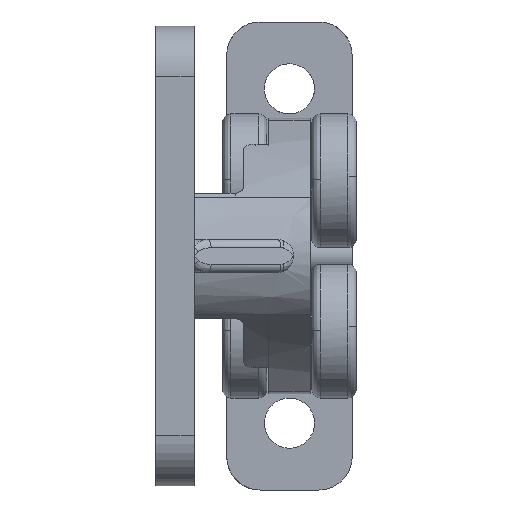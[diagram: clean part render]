
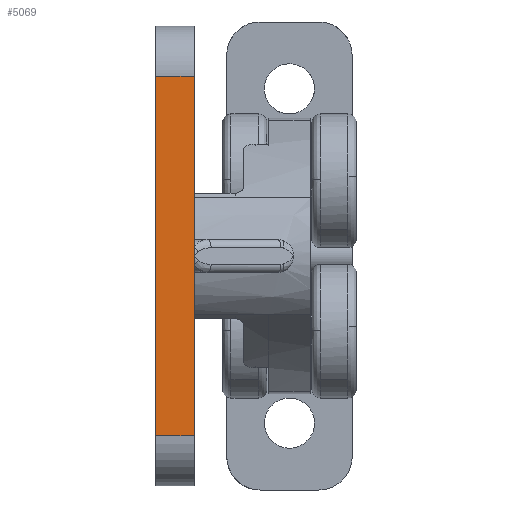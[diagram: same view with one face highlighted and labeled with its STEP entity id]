
A CAD part, left-side view. The second image highlights one B-rep face of the part: STEP entity #5069.
In plain terms, the highlighted free-form (B-spline) face has degree [1, 1] with [2, 2] control points.
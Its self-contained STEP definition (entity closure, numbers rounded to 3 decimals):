
#5001=CARTESIAN_POINT('',(0.0,0.0,-10.75));
#5002=VERTEX_POINT('',#5001);
#5018=CARTESIAN_POINT('',(0.0,-2.3,-10.75));
#5019=VERTEX_POINT('',#5018);
#5034=CARTESIAN_POINT('',(0.0,-2.3,-10.75));
#5035=CARTESIAN_POINT('',(0.0,0.0,-10.75));
#5036=QUASI_UNIFORM_CURVE('',1,(#5034,#5035),.UNSPECIFIED.,.F.,.U.);
#5037=EDGE_CURVE('',#5019,#5002,#5036,.T.);
#5042=CARTESIAN_POINT('',(0.0,-2.415,11.824));
#5043=CARTESIAN_POINT('',(0.0,-2.415,-11.824));
#5044=CARTESIAN_POINT('',(0.0,0.115,11.824));
#5045=CARTESIAN_POINT('',(0.0,0.115,-11.824));
#5046=B_SPLINE_SURFACE_WITH_KNOTS('',1,1,((#5042,#5044),(#5043,#5045)),.UNSPECIFIED.,.F.,.F.,.U.,(2,2),(2,2),(0.0,23.648),(0.0,2.53),.UNSPECIFIED.);
#5047=CARTESIAN_POINT('',(0.0,0.0,10.75));
#5048=VERTEX_POINT('',#5047);
#5049=CARTESIAN_POINT('',(0.0,0.0,10.75));
#5050=CARTESIAN_POINT('',(0.0,0.0,-10.75));
#5051=QUASI_UNIFORM_CURVE('',1,(#5049,#5050),.UNSPECIFIED.,.F.,.U.);
#5052=EDGE_CURVE('',#5048,#5002,#5051,.T.);
#5053=ORIENTED_EDGE('',*,*,#5052,.T.);
#5054=ORIENTED_EDGE('',*,*,#5037,.F.);
#5055=CARTESIAN_POINT('',(0.0,-2.3,10.75));
#5056=VERTEX_POINT('',#5055);
#5057=CARTESIAN_POINT('',(0.0,-2.3,10.75));
#5058=CARTESIAN_POINT('',(0.0,-2.3,-10.75));
#5059=QUASI_UNIFORM_CURVE('',1,(#5057,#5058),.UNSPECIFIED.,.F.,.U.);
#5060=EDGE_CURVE('',#5056,#5019,#5059,.T.);
#5061=ORIENTED_EDGE('',*,*,#5060,.F.);
#5062=CARTESIAN_POINT('',(0.0,-2.3,10.75));
#5063=CARTESIAN_POINT('',(0.0,0.0,10.75));
#5064=QUASI_UNIFORM_CURVE('',1,(#5062,#5063),.UNSPECIFIED.,.F.,.U.);
#5065=EDGE_CURVE('',#5056,#5048,#5064,.T.);
#5066=ORIENTED_EDGE('',*,*,#5065,.T.);
#5067=EDGE_LOOP('',(#5053,#5054,#5061,#5066));
#5068=FACE_OUTER_BOUND('',#5067,.T.);
#5069=ADVANCED_FACE('',(#5068),#5046,.F.);
